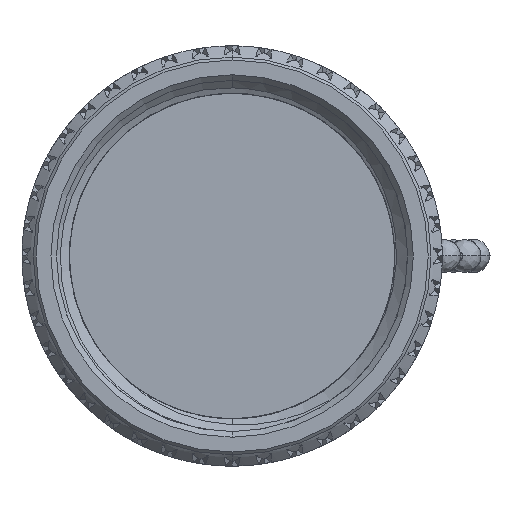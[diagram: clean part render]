
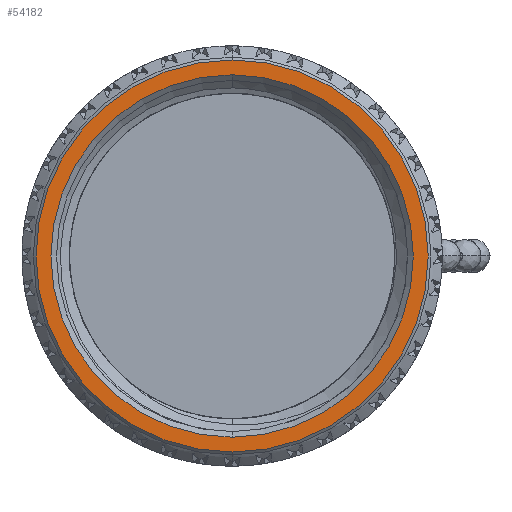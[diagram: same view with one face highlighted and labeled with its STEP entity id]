
A CAD part, left-side view. The second image highlights one B-rep face of the part: STEP entity #54182.
In plain terms, the highlighted planar face has unit normal (-1, 0, 0).
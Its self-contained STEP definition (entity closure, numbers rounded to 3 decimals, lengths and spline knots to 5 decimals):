
#56 = EDGE_CURVE ( 'NONE', #15435, #14470, #4554, .T. ) ;
#1112 = CARTESIAN_POINT ( 'NONE',  ( -0.13093, 0., -0.3225 ) ) ;
#2048 = AXIS2_PLACEMENT_3D ( 'NONE', #64624, #33781, #7830 ) ;
#4173 = ORIENTED_EDGE ( 'NONE', *, *, #32620, .T. ) ;
#4554 = CIRCLE ( 'NONE', #39163, 0.3225 ) ;
#6074 = AXIS2_PLACEMENT_3D ( 'NONE', #30487, #50940, #9301 ) ;
#7830 = DIRECTION ( 'NONE',  ( 0., 0., 1. ) ) ;
#9301 = DIRECTION ( 'NONE',  ( 0., 0., 1. ) ) ;
#9397 = EDGE_LOOP ( 'NONE', ( #37598, #55109 ) ) ;
#12601 = CARTESIAN_POINT ( 'NONE',  ( -0.13093, 0., 0. ) ) ;
#14470 = VERTEX_POINT ( 'NONE', #1112 ) ;
#15435 = VERTEX_POINT ( 'NONE', #51280 ) ;
#16691 = CIRCLE ( 'NONE', #2048, 0.3225 ) ;
#18423 = FACE_OUTER_BOUND ( 'NONE', #32928, .T. ) ;
#22231 = DIRECTION ( 'NONE',  ( 0., 0., 1. ) ) ;
#22545 = ORIENTED_EDGE ( 'NONE', *, *, #45830, .T. ) ;
#23088 = AXIS2_PLACEMENT_3D ( 'NONE', #12601, #27559, #47966 ) ;
#23164 = CARTESIAN_POINT ( 'NONE',  ( -0.13093, 0., 0. ) ) ;
#26635 = VERTEX_POINT ( 'NONE', #61852 ) ;
#27559 = DIRECTION ( 'NONE',  ( -1., 0., 0. ) ) ;
#29415 = CIRCLE ( 'NONE', #6074, 0.349 ) ;
#30487 = CARTESIAN_POINT ( 'NONE',  ( -0.13093, 0., 0. ) ) ;
#32620 = EDGE_CURVE ( 'NONE', #56359, #26635, #33751, .T. ) ;
#32928 = EDGE_LOOP ( 'NONE', ( #22545, #4173 ) ) ;
#33261 = CARTESIAN_POINT ( 'NONE',  ( -0.13093, 0., 0.349 ) ) ;
#33751 = CIRCLE ( 'NONE', #23088, 0.349 ) ;
#33781 = DIRECTION ( 'NONE',  ( 1., 0., 0. ) ) ;
#37598 = ORIENTED_EDGE ( 'NONE', *, *, #56, .T. ) ;
#38908 = DIRECTION ( 'NONE',  ( 1., 0., 0. ) ) ;
#39163 = AXIS2_PLACEMENT_3D ( 'NONE', #23164, #38908, #43570 ) ;
#41968 = PLANE ( 'NONE',  #64522 ) ;
#42177 = CARTESIAN_POINT ( 'NONE',  ( -0.13093, 0., 0. ) ) ;
#43570 = DIRECTION ( 'NONE',  ( 0., 0., 1. ) ) ;
#45830 = EDGE_CURVE ( 'NONE', #26635, #56359, #29415, .T. ) ;
#47966 = DIRECTION ( 'NONE',  ( 0., 0., 1. ) ) ;
#50940 = DIRECTION ( 'NONE',  ( -1., 0., 0. ) ) ;
#51280 = CARTESIAN_POINT ( 'NONE',  ( -0.13093, 0., 0.3225 ) ) ;
#52842 = DIRECTION ( 'NONE',  ( -1., 0., 0. ) ) ;
#54182 = ADVANCED_FACE ( 'NONE', ( #63536, #18423 ), #41968, .T. ) ;
#55109 = ORIENTED_EDGE ( 'NONE', *, *, #56195, .T. ) ;
#56195 = EDGE_CURVE ( 'NONE', #14470, #15435, #16691, .T. ) ;
#56359 = VERTEX_POINT ( 'NONE', #33261 ) ;
#61852 = CARTESIAN_POINT ( 'NONE',  ( -0.13093, 0., -0.349 ) ) ;
#63536 = FACE_BOUND ( 'NONE', #9397, .T. ) ;
#64522 = AXIS2_PLACEMENT_3D ( 'NONE', #42177, #52842, #22231 ) ;
#64624 = CARTESIAN_POINT ( 'NONE',  ( -0.13093, 0., 0. ) ) ;
